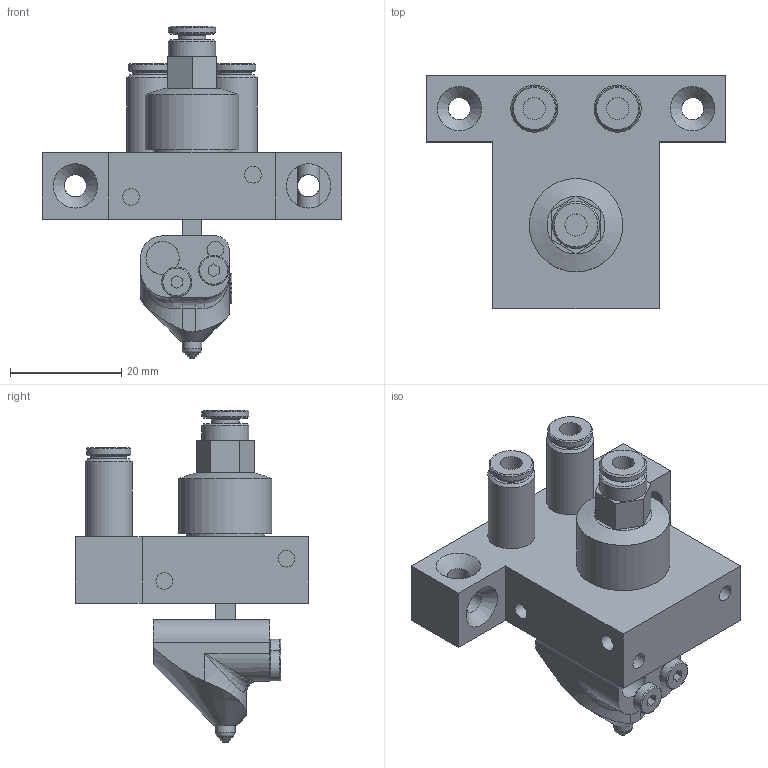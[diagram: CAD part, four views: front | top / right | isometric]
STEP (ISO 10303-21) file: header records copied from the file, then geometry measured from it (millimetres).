
FILE_DESCRIPTION(/* description */ (''),/* implementation_level */ '2;1');
FILE_NAME(/* name */ 'STEP Download Semplificato.stp',/* time_stamp */ '2025-07-16T00:56:27+02:00',/* author */ ('lucag'),/* organization */ (''),/* preprocessor_version */ 'ST-DEVELOPER v19',/* originating_system */ 'Autodesk Inventor 2023',/* authorisation */ '');
FILE_SCHEMA (('AUTOMOTIVE_DESIGN { 1 0 10303 214 3 1 1 }'));
Length unit declared in the file: millimetre
Products named in the file (1): STEP Download Semplificato
Bounding box: 54 x 42 x 59.8 mm (x, y, z)
Volume: 25328.2 mm3; surface area: 10682.7 mm2
Topology: 1 solids, 1 shells, 165 faces, 366 edges, 229 vertices
Faces by surface type: plane 89, cylinder 43, cone 21, bspline 7, torus 5
Full cylindrical faces by diameter (mm): 3 x9, 3.5 x1, 4 x12, 5 x1, 5.4 x2, 5.5 x1, 5.8 x1, 6 x1, 6.5 x2, 8 x2, 8.5 x4, 14 x1, 16.8 x1
Entity records: 5103 total; most frequent: CARTESIAN_POINT 1337, DIRECTION 804, ORIENTED_EDGE 728, EDGE_CURVE 364, AXIS2_PLACEMENT_3D 306, VERTEX_POINT 229, EDGE_LOOP 205, LINE 192
